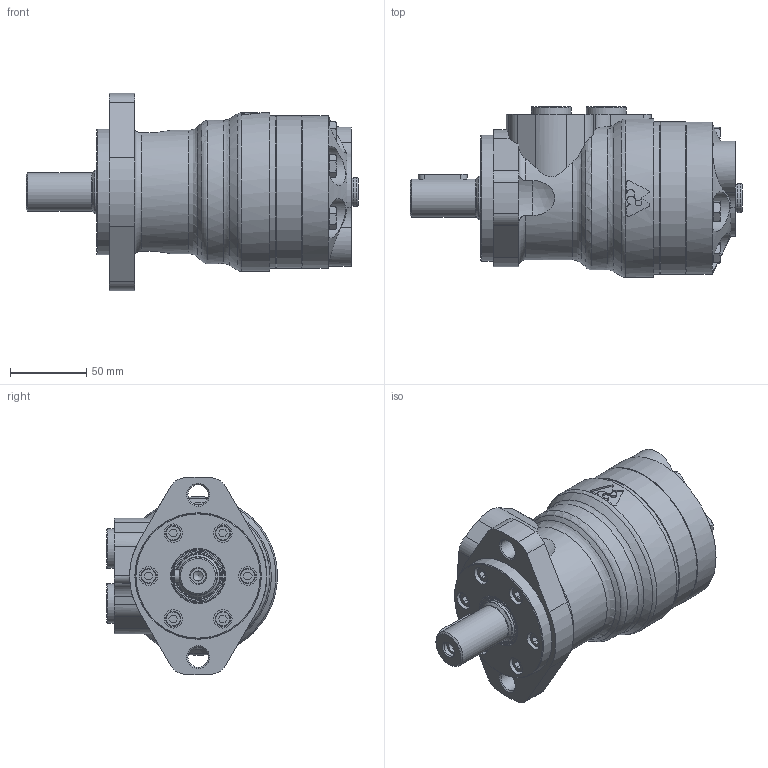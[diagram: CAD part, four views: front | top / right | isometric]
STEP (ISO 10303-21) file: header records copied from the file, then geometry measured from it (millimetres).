
FILE_DESCRIPTION( ( 'STEP AP214' ), '1' );
FILE_NAME( 'MRE100CU.stp', '2019-11-14T07:16:43', ( '' ), ( '' ), ' ', 'PARTsolutions', ' ' );
FILE_SCHEMA( ( 'AUTOMOTIVE_DESIGN { 1 0 10303 214 1 1 1 1 }' ) );
Length unit declared in the file: millimetre
Products named in the file (7): MRE100CU; _MREB; _MPCSH; _MPFMF; _MRVP; _MR100D; _MREF
Assembly tree (6 placements, depth 2):
  MRE100CU
    _MREB
    _MPCSH
    _MPFMF
    _MRVP
    _MR100D
    _MREF
Bounding box: 217.7 x 112 x 129.82 mm (x, y, z)
Volume: 1186639.6 mm3; surface area: 152967.3 mm2
Topology: 6 solids, 6 shells, 400 faces, 898 edges, 559 vertices
Faces by surface type: plane 209, cylinder 104, cone 65, torus 20, sphere 2
Full cylindrical faces by diameter (mm): 2 x2, 6.647 x5, 10 x7, 11.9 x5, 12 x8, 13 x5, 13.35 x2, 15.5 x5, 18 x1, 18.631 x2, 19 x1, 25 x1, 26 x2, 28.56 x1, 29 x1, 32.6 x1, 35 x1, 82.3 x1, 82.5 x1, 82.55 x1, 100 x3, 104 x1
Entity records: 15374 total; most frequent: CARTESIAN_POINT 3670, DIRECTION 1753, ORIENTED_EDGE 1554, EDGE_CURVE 777, AXIS2_PLACEMENT_3D 712, EDGE_LOOP 558, VERTEX_POINT 550, FACE_OUTER_BOUND 470
